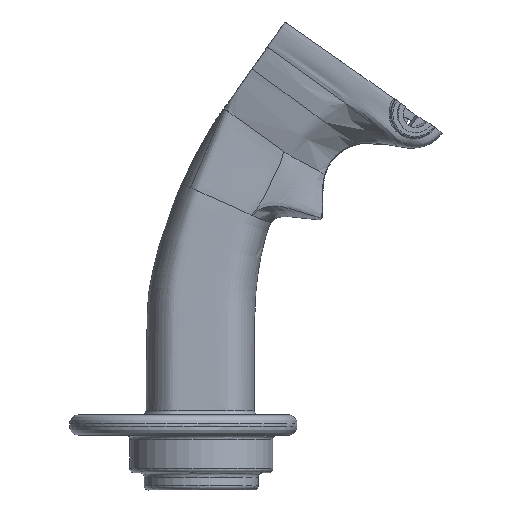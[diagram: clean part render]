
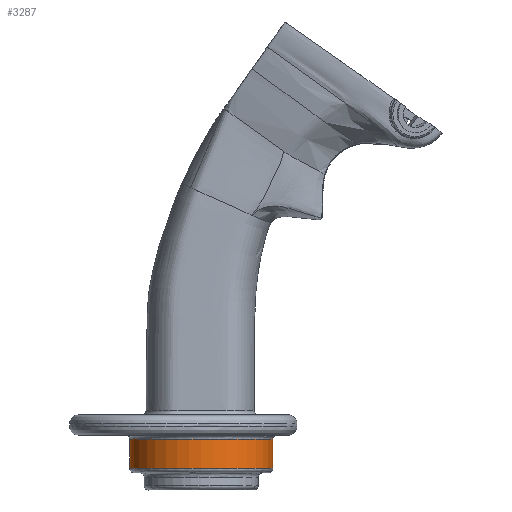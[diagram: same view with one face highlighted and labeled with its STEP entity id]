
A CAD part, left-side view. The second image highlights one B-rep face of the part: STEP entity #3287.
In plain terms, the highlighted cylindrical face has radius 24.75 mm (diameter 49.5 mm), a partial arc.
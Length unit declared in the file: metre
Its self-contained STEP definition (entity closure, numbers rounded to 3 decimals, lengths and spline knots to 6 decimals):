
#105=CYLINDRICAL_SURFACE('',#3490,0.02475);
#157=CIRCLE('',#3442,0.02475);
#163=CIRCLE('',#3489,0.02475);
#1217=ORIENTED_EDGE('',*,*,#1842,.T.);
#1218=ORIENTED_EDGE('',*,*,#1527,.T.);
#1219=ORIENTED_EDGE('',*,*,#1710,.T.);
#1220=ORIENTED_EDGE('',*,*,#1396,.T.);
#1396=EDGE_CURVE('',#1900,#1899,#2223,.T.);
#1527=EDGE_CURVE('',#2020,#2019,#2299,.F.);
#1710=EDGE_CURVE('',#2019,#1900,#157,.T.);
#1842=EDGE_CURVE('',#1899,#2020,#163,.F.);
#1899=VERTEX_POINT('',#4216);
#1900=VERTEX_POINT('',#4218);
#2019=VERTEX_POINT('',#4685);
#2020=VERTEX_POINT('',#4687);
#2223=LINE('',#4217,#2452);
#2299=LINE('',#4686,#2528);
#2452=VECTOR('',#3557,1.);
#2528=VECTOR('',#3681,1.);
#2819=EDGE_LOOP('',(#1217,#1218,#1219,#1220));
#3011=FACE_BOUND('',#2819,.T.);
#3287=ADVANCED_FACE('',(#3011),#105,.T.);
#3442=AXIS2_PLACEMENT_3D('',#6059,#3915,#3916);
#3489=AXIS2_PLACEMENT_3D('',#21222,#4035,#4036);
#3490=AXIS2_PLACEMENT_3D('',#21223,#4037,#4038);
#3557=DIRECTION('',(0.,0.,-1.));
#3681=DIRECTION('',(0.,0.,-1.));
#3915=DIRECTION('',(0.,0.,-1.));
#3916=DIRECTION('',(0.,-1.,0.));
#4035=DIRECTION('',(0.,0.,-1.));
#4036=DIRECTION('',(0.,-1.,0.));
#4037=DIRECTION('',(0.,0.,-1.));
#4038=DIRECTION('',(0.,-1.,0.));
#4216=CARTESIAN_POINT('',(0.,0.023798,0.007548));
#4217=CARTESIAN_POINT('',(0.,0.023798,0.000048));
#4218=CARTESIAN_POINT('',(0.,0.023798,0.017548));
#4685=CARTESIAN_POINT('',(0.,-0.025702,0.017548));
#4686=CARTESIAN_POINT('',(0.,-0.025702,0.000048));
#4687=CARTESIAN_POINT('',(0.,-0.025702,0.007548));
#6059=CARTESIAN_POINT('',(0.000047,-0.000952,0.017548));
#21222=CARTESIAN_POINT('',(0.000047,-0.000952,0.007548));
#21223=CARTESIAN_POINT('',(0.000047,-0.000952,0.000048));
